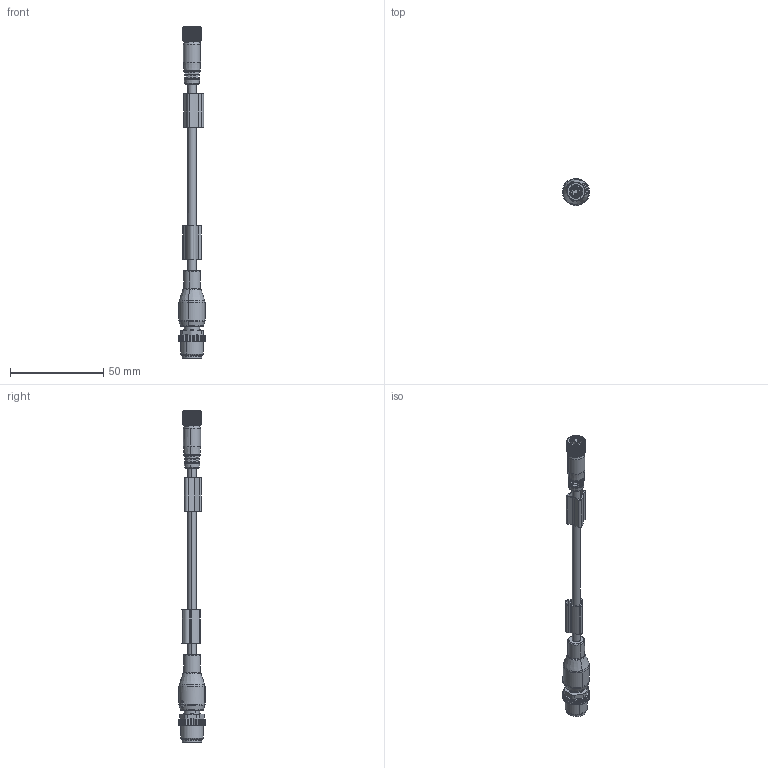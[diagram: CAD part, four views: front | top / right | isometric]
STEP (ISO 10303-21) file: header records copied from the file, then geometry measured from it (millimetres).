
FILE_DESCRIPTION(('CATIA V5 STEP Exchange','CAx-IF Rec.Pracs.--- Model Styling and Organization---1.5--- 2016-08-15','CAx-IF Rec.Pracs.---Supplemental Geometry---1.0---2011-11-01','CAx-IF Rec.Pracs.--- Composite Materials ---1.1---2010-07-15'),'2;1');
FILE_NAME ('412422-2_0', '2025-03-06T07:38:01+00:00', ('none'), ('Weidmueller'), 'CATIA Version 5-6 Release 2022 SP4 HF5', 'CATIA V5 STEP AP214 v3', 'none');
FILE_SCHEMA(('AUTOMOTIVE_DESIGN { 1 0 10303 214 1 1 1 1 }'));
Length unit declared in the file: millimetre
Products named in the file (1): 9456660000
Bounding box: 14.6 x 14.52 x 178.4 mm (x, y, z)
Volume: 8796.2 mm3; surface area: 9378.1 mm2
Topology: 1 solids, 31 shells, 1065 faces, 2787 edges, 1789 vertices
Faces by surface type: plane 479, cylinder 345, cone 152, torus 69, sphere 10, bspline 8, revolution 2
Entity records: 31584 total; most frequent: CARTESIAN_POINT 8020, ORIENTED_EDGE 5522, DIRECTION 3371, EDGE_CURVE 2761, VERTEX_POINT 1789, AXIS2_PLACEMENT_3D 1611, EDGE_LOOP 1170, VECTOR 1121
